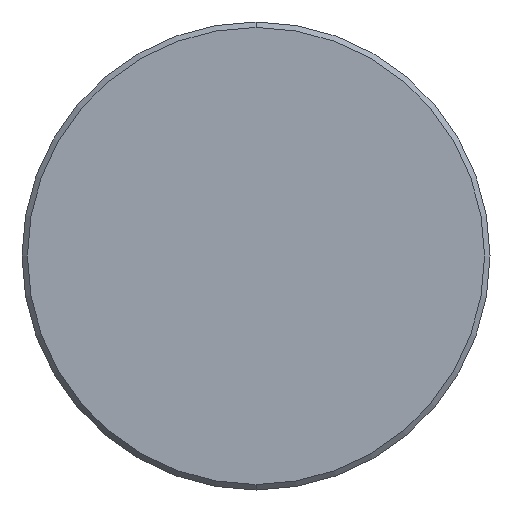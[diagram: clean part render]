
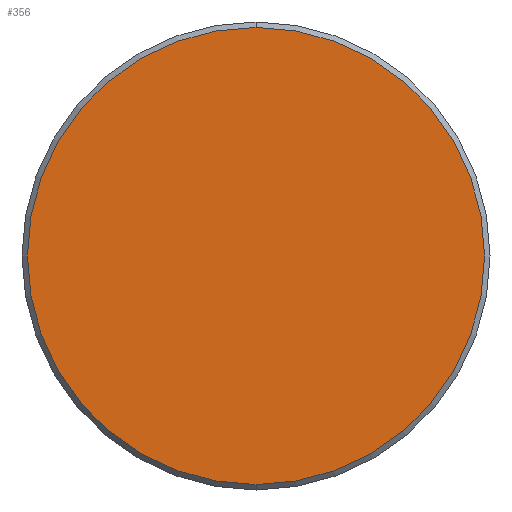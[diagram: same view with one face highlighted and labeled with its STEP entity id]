
A CAD part, left-side view. The second image highlights one B-rep face of the part: STEP entity #356.
In plain terms, the highlighted planar face has unit normal (-1, 0, 0).
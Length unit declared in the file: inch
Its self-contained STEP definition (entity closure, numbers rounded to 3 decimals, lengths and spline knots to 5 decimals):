
#128 = VERTEX_POINT ( 'NONE', #156 ) ;
#136 = DIRECTION ( 'NONE',  ( -1., 0., 0. ) ) ;
#148 = AXIS2_PLACEMENT_3D ( 'NONE', #372, #832, #665 ) ;
#156 = CARTESIAN_POINT ( 'NONE',  ( -3.84, 0., -1.0195 ) ) ;
#174 = DIRECTION ( 'NONE',  ( 0., 0., 1. ) ) ;
#265 = AXIS2_PLACEMENT_3D ( 'NONE', #638, #136, #572 ) ;
#286 = EDGE_CURVE ( 'NONE', #128, #378, #893, .T. ) ;
#320 = FACE_OUTER_BOUND ( 'NONE', #414, .T. ) ;
#323 = PLANE ( 'NONE',  #333 ) ;
#325 = CARTESIAN_POINT ( 'NONE',  ( -3.84, 1.0495, 0. ) ) ;
#333 = AXIS2_PLACEMENT_3D ( 'NONE', #325, #886, #174 ) ;
#356 = ADVANCED_FACE ( 'NONE', ( #320 ), #323, .T. ) ;
#372 = CARTESIAN_POINT ( 'NONE',  ( -3.84, 0., 0. ) ) ;
#378 = VERTEX_POINT ( 'NONE', #736 ) ;
#414 = EDGE_LOOP ( 'NONE', ( #555, #916 ) ) ;
#503 = CIRCLE ( 'NONE', #265, 1.0195 ) ;
#555 = ORIENTED_EDGE ( 'NONE', *, *, #286, .T. ) ;
#572 = DIRECTION ( 'NONE',  ( 0., 0., 1. ) ) ;
#632 = EDGE_CURVE ( 'NONE', #378, #128, #503, .T. ) ;
#638 = CARTESIAN_POINT ( 'NONE',  ( -3.84, 0., 0. ) ) ;
#665 = DIRECTION ( 'NONE',  ( 0., 0., 1. ) ) ;
#736 = CARTESIAN_POINT ( 'NONE',  ( -3.84, 0., 1.0195 ) ) ;
#832 = DIRECTION ( 'NONE',  ( -1., 0., 0. ) ) ;
#886 = DIRECTION ( 'NONE',  ( -1., 0., 0. ) ) ;
#893 = CIRCLE ( 'NONE', #148, 1.0195 ) ;
#916 = ORIENTED_EDGE ( 'NONE', *, *, #632, .T. ) ;
